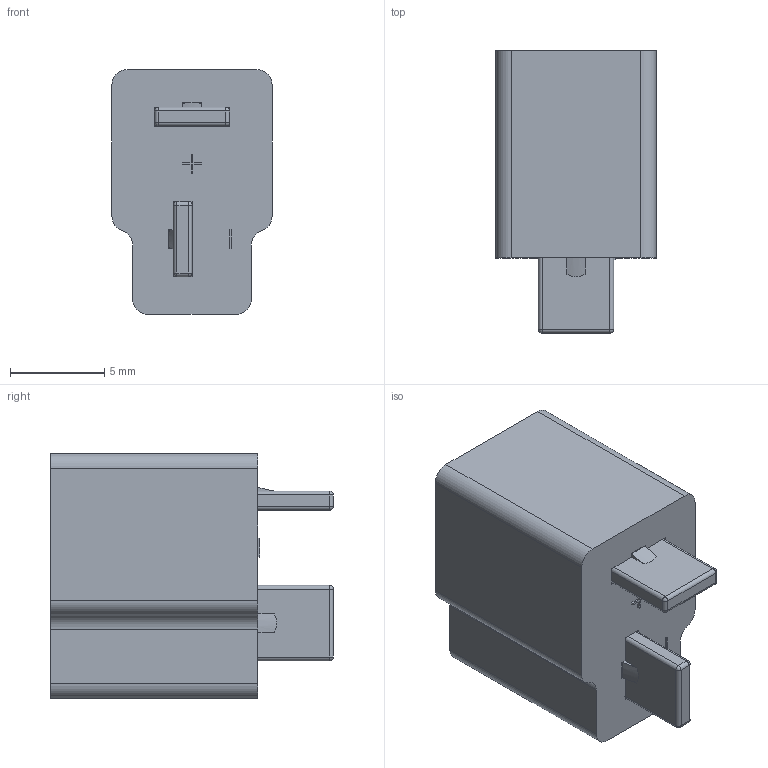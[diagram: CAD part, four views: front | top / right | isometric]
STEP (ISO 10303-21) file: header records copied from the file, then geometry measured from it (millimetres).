
FILE_DESCRIPTION(('FreeCAD Model'),'2;1');
FILE_NAME('Open CASCADE Shape Model','2022-03-25T22:07:48',(''),(''), 'Open CASCADE STEP processor 7.5','FreeCAD','Unknown');
FILE_SCHEMA(('AUTOMOTIVE_DESIGN { 1 0 10303 214 1 1 1 1 }'));
Length unit declared in the file: millimetre
Products named in the file (4): T plug female; Body; Body021; Body022
Assembly tree (3 placements, depth 2):
  T plug female
    Body
    Body021
    Body022
Bounding box: 8.5 x 15 x 13 mm (x, y, z)
Volume: 1010.4 mm3; surface area: 1278.5 mm2
Topology: 3 solids, 3 shells, 190 faces, 466 edges, 264 vertices
Faces by surface type: plane 90, cylinder 56, sphere 24, bspline 12, torus 8
Entity records: 5484 total; most frequent: CARTESIAN_POINT 1072, DIRECTION 906, ORIENTED_EDGE 884, EDGE_CURVE 442, AXIS2_PLACEMENT_3D 306, LINE 294, VECTOR 294, VERTEX_POINT 264
